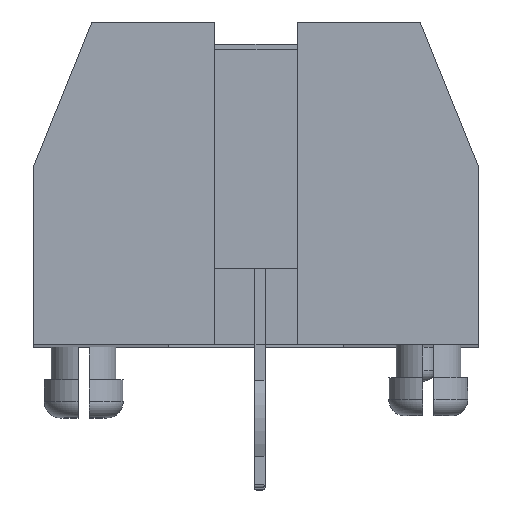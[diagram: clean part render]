
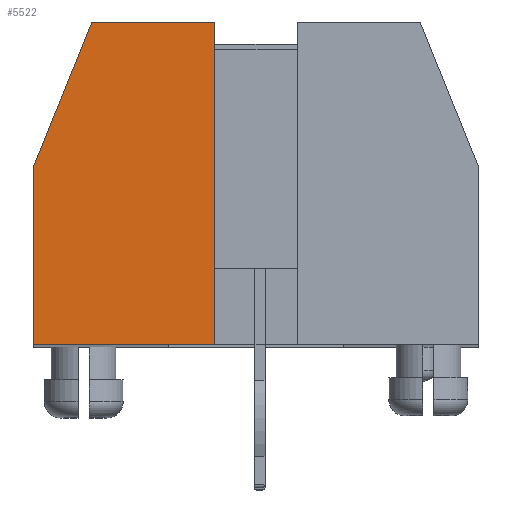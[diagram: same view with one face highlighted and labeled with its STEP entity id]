
A CAD part, top view. The second image highlights one B-rep face of the part: STEP entity #5522.
In plain terms, the highlighted planar face has unit normal (0, 0, 1).
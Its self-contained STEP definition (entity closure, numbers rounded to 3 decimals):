
#11 = CARTESIAN_POINT ( 'NONE',  ( -0.075, 0.295, 3.034 ) ) ;
#42 = DIRECTION ( 'NONE',  ( 0., 1., 0. ) ) ;
#497 = CARTESIAN_POINT ( 'NONE',  ( -0.407, 0.03, 3.034 ) ) ;
#595 = LINE ( 'NONE', #11, #7200 ) ;
#732 = CARTESIAN_POINT ( 'NONE',  ( -0.407, -0.295, 3.034 ) ) ;
#859 = CARTESIAN_POINT ( 'NONE',  ( 0., 0., 3.034 ) ) ;
#888 = ORIENTED_EDGE ( 'NONE', *, *, #4950, .T. ) ;
#1180 = VERTEX_POINT ( 'NONE', #4519 ) ;
#1224 = EDGE_CURVE ( 'NONE', #6374, #4383, #2614, .T. ) ;
#1316 = ORIENTED_EDGE ( 'NONE', *, *, #7773, .T. ) ;
#1487 = DIRECTION ( 'NONE',  ( 0., 0., 1. ) ) ;
#1723 = CARTESIAN_POINT ( 'NONE',  ( -0.407, 0.03, 3.034 ) ) ;
#2049 = VECTOR ( 'NONE', #7148, 1000. ) ;
#2212 = EDGE_CURVE ( 'NONE', #1180, #6374, #595, .T. ) ;
#2336 = LINE ( 'NONE', #7493, #5658 ) ;
#2499 = VERTEX_POINT ( 'NONE', #497 ) ;
#2519 = VECTOR ( 'NONE', #6084, 1000. ) ;
#2614 = LINE ( 'NONE', #6542, #2049 ) ;
#3406 = DIRECTION ( 'NONE',  ( 1., 0., 0. ) ) ;
#3422 = DIRECTION ( 'NONE',  ( 1., 0., 0. ) ) ;
#3439 = AXIS2_PLACEMENT_3D ( 'NONE', #859, #1487, #3406 ) ;
#3809 = EDGE_LOOP ( 'NONE', ( #5710, #6484, #4380, #888, #1316 ) ) ;
#4246 = EDGE_CURVE ( 'NONE', #7730, #1180, #4477, .T. ) ;
#4380 = ORIENTED_EDGE ( 'NONE', *, *, #1224, .T. ) ;
#4383 = VERTEX_POINT ( 'NONE', #7213 ) ;
#4477 = LINE ( 'NONE', #5924, #4961 ) ;
#4518 = FACE_OUTER_BOUND ( 'NONE', #3809, .T. ) ;
#4519 = CARTESIAN_POINT ( 'NONE',  ( -0.075, -0.295, 3.034 ) ) ;
#4950 = EDGE_CURVE ( 'NONE', #4383, #2499, #6717, .T. ) ;
#4961 = VECTOR ( 'NONE', #3422, 1000. ) ;
#5522 = ADVANCED_FACE ( 'NONE', ( #4518 ), #7094, .T. ) ;
#5658 = VECTOR ( 'NONE', #5833, 1000. ) ;
#5710 = ORIENTED_EDGE ( 'NONE', *, *, #4246, .T. ) ;
#5833 = DIRECTION ( 'NONE',  ( 0., -1., 0. ) ) ;
#5924 = CARTESIAN_POINT ( 'NONE',  ( -0.407, -0.295, 3.034 ) ) ;
#6084 = DIRECTION ( 'NONE',  ( -0.374, -0.927, 0. ) ) ;
#6374 = VERTEX_POINT ( 'NONE', #6884 ) ;
#6484 = ORIENTED_EDGE ( 'NONE', *, *, #2212, .T. ) ;
#6542 = CARTESIAN_POINT ( 'NONE',  ( -0.3, 0.294, 3.034 ) ) ;
#6717 = LINE ( 'NONE', #1723, #2519 ) ;
#6884 = CARTESIAN_POINT ( 'NONE',  ( -0.075, 0.295, 3.034 ) ) ;
#7094 = PLANE ( 'NONE',  #3439 ) ;
#7148 = DIRECTION ( 'NONE',  ( -1., 0., 0. ) ) ;
#7200 = VECTOR ( 'NONE', #42, 1000. ) ;
#7213 = CARTESIAN_POINT ( 'NONE',  ( -0.3, 0.294, 3.034 ) ) ;
#7493 = CARTESIAN_POINT ( 'NONE',  ( -0.407, 0.03, 3.034 ) ) ;
#7730 = VERTEX_POINT ( 'NONE', #732 ) ;
#7773 = EDGE_CURVE ( 'NONE', #2499, #7730, #2336, .T. ) ;
